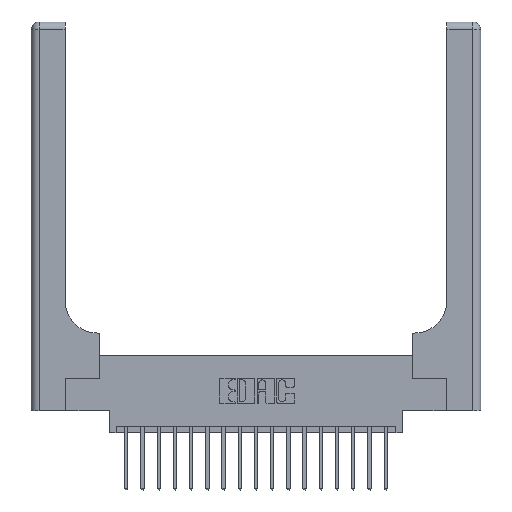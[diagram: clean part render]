
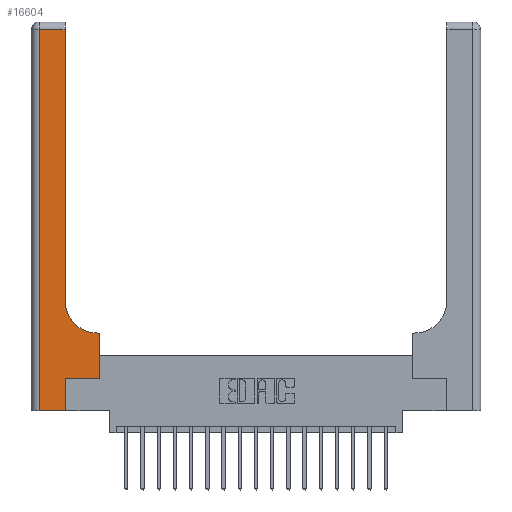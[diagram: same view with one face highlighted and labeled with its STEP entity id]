
A CAD part, top view. The second image highlights one B-rep face of the part: STEP entity #16604.
In plain terms, the highlighted planar face has unit normal (0, 0, 1).
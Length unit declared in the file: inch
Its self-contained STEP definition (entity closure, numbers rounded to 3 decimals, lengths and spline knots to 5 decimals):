
#518 = VERTEX_POINT ( 'NONE', #13055 ) ;
#774 = EDGE_CURVE ( 'NONE', #9114, #518, #7723, .T. ) ;
#997 = ORIENTED_EDGE ( 'NONE', *, *, #6752, .T. ) ;
#1099 = CARTESIAN_POINT ( 'NONE',  ( 0.51, 0.85, 0.37 ) ) ;
#1470 = DIRECTION ( 'NONE',  ( 0., 1., 0. ) ) ;
#1478 = VERTEX_POINT ( 'NONE', #8901 ) ;
#2246 = LINE ( 'NONE', #13308, #6370 ) ;
#2495 = VECTOR ( 'NONE', #16573, 39.37008 ) ;
#2600 = ORIENTED_EDGE ( 'NONE', *, *, #14558, .T. ) ;
#2766 = EDGE_CURVE ( 'NONE', #11309, #7916, #8905, .T. ) ;
#2833 = CARTESIAN_POINT ( 'NONE',  ( 0., 0., 0.37 ) ) ;
#3650 = CARTESIAN_POINT ( 'NONE',  ( 0.265, 0.25, 0.37 ) ) ;
#3755 = CIRCLE ( 'NONE', #8984, 0.25 ) ;
#3838 = VECTOR ( 'NONE', #10516, 39.37008 ) ;
#3851 = EDGE_CURVE ( 'NONE', #7690, #9114, #2246, .T. ) ;
#4378 = LINE ( 'NONE', #2833, #3838 ) ;
#4652 = CARTESIAN_POINT ( 'NONE',  ( 0.528, 0.25, 0.37 ) ) ;
#4657 = CARTESIAN_POINT ( 'NONE',  ( 0.265, 0., 0.37 ) ) ;
#5625 = LINE ( 'NONE', #19544, #2495 ) ;
#5819 = EDGE_CURVE ( 'NONE', #1478, #16861, #4378, .T. ) ;
#5907 = VERTEX_POINT ( 'NONE', #6629 ) ;
#6370 = VECTOR ( 'NONE', #10133, 39.37008 ) ;
#6629 = CARTESIAN_POINT ( 'NONE',  ( 0.51, 0.6, 0.37 ) ) ;
#6752 = EDGE_CURVE ( 'NONE', #7916, #1478, #18653, .T. ) ;
#7364 = DIRECTION ( 'NONE',  ( 1., 0., 0. ) ) ;
#7405 = ORIENTED_EDGE ( 'NONE', *, *, #774, .T. ) ;
#7616 = VECTOR ( 'NONE', #18170, 39.37008 ) ;
#7619 = CARTESIAN_POINT ( 'NONE',  ( 0.26, 0.85, 0.37 ) ) ;
#7690 = VERTEX_POINT ( 'NONE', #3650 ) ;
#7723 = LINE ( 'NONE', #4652, #17948 ) ;
#7916 = VERTEX_POINT ( 'NONE', #9942 ) ;
#7953 = DIRECTION ( 'NONE',  ( 0., 0., -1. ) ) ;
#8460 = CARTESIAN_POINT ( 'NONE',  ( 0.265, 0., 0.37 ) ) ;
#8468 = CARTESIAN_POINT ( 'NONE',  ( 0.26, 2.94, 0.37 ) ) ;
#8787 = ORIENTED_EDGE ( 'NONE', *, *, #9779, .T. ) ;
#8801 = EDGE_CURVE ( 'NONE', #16861, #7690, #11635, .T. ) ;
#8901 = CARTESIAN_POINT ( 'NONE',  ( 0.06, 0., 0.37 ) ) ;
#8905 = LINE ( 'NONE', #12089, #16488 ) ;
#8984 = AXIS2_PLACEMENT_3D ( 'NONE', #1099, #15234, #7364 ) ;
#9091 = LINE ( 'NONE', #9487, #16524 ) ;
#9114 = VERTEX_POINT ( 'NONE', #14076 ) ;
#9364 = VERTEX_POINT ( 'NONE', #7619 ) ;
#9474 = FACE_OUTER_BOUND ( 'NONE', #14854, .T. ) ;
#9487 = CARTESIAN_POINT ( 'NONE',  ( 0.26, 3., 0.37 ) ) ;
#9779 = EDGE_CURVE ( 'NONE', #9364, #11309, #9091, .T. ) ;
#9942 = CARTESIAN_POINT ( 'NONE',  ( 0.06, 2.94, 0.37 ) ) ;
#10133 = DIRECTION ( 'NONE',  ( 1., 0., 0. ) ) ;
#10516 = DIRECTION ( 'NONE',  ( 1., 0., 0. ) ) ;
#11104 = EDGE_CURVE ( 'NONE', #5907, #9364, #3755, .T. ) ;
#11309 = VERTEX_POINT ( 'NONE', #8468 ) ;
#11413 = AXIS2_PLACEMENT_3D ( 'NONE', #15729, #7953, #14188 ) ;
#11635 = LINE ( 'NONE', #8460, #7616 ) ;
#11735 = VECTOR ( 'NONE', #17113, 39.37008 ) ;
#12089 = CARTESIAN_POINT ( 'NONE',  ( 0., 2.94, 0.37 ) ) ;
#12839 = DIRECTION ( 'NONE',  ( 0., 1., 0. ) ) ;
#13055 = CARTESIAN_POINT ( 'NONE',  ( 0.528, 0.6, 0.37 ) ) ;
#13308 = CARTESIAN_POINT ( 'NONE',  ( 0.265, 0.25, 0.37 ) ) ;
#13665 = ORIENTED_EDGE ( 'NONE', *, *, #3851, .T. ) ;
#14001 = ORIENTED_EDGE ( 'NONE', *, *, #11104, .T. ) ;
#14076 = CARTESIAN_POINT ( 'NONE',  ( 0.528, 0.25, 0.37 ) ) ;
#14188 = DIRECTION ( 'NONE',  ( -1., 0., 0. ) ) ;
#14558 = EDGE_CURVE ( 'NONE', #518, #5907, #5625, .T. ) ;
#14854 = EDGE_LOOP ( 'NONE', ( #8787, #17048, #997, #15963, #19244, #13665, #7405, #2600, #14001 ) ) ;
#15234 = DIRECTION ( 'NONE',  ( 0., 0., -1. ) ) ;
#15729 = CARTESIAN_POINT ( 'NONE',  ( 0., 3., 0.37 ) ) ;
#15825 = PLANE ( 'NONE',  #11413 ) ;
#15963 = ORIENTED_EDGE ( 'NONE', *, *, #5819, .T. ) ;
#16488 = VECTOR ( 'NONE', #18319, 39.37008 ) ;
#16524 = VECTOR ( 'NONE', #12839, 39.37008 ) ;
#16573 = DIRECTION ( 'NONE',  ( -1., 0., 0. ) ) ;
#16604 = ADVANCED_FACE ( 'NONE', ( #9474 ), #15825, .F. ) ;
#16861 = VERTEX_POINT ( 'NONE', #4657 ) ;
#17048 = ORIENTED_EDGE ( 'NONE', *, *, #2766, .T. ) ;
#17113 = DIRECTION ( 'NONE',  ( 0., -1., 0. ) ) ;
#17948 = VECTOR ( 'NONE', #1470, 39.37008 ) ;
#18170 = DIRECTION ( 'NONE',  ( 0., 1., 0. ) ) ;
#18319 = DIRECTION ( 'NONE',  ( -1., 0., 0. ) ) ;
#18451 = CARTESIAN_POINT ( 'NONE',  ( 0.06, 3., 0.37 ) ) ;
#18653 = LINE ( 'NONE', #18451, #11735 ) ;
#19244 = ORIENTED_EDGE ( 'NONE', *, *, #8801, .T. ) ;
#19544 = CARTESIAN_POINT ( 'NONE',  ( 0.26, 0.6, 0.37 ) ) ;
